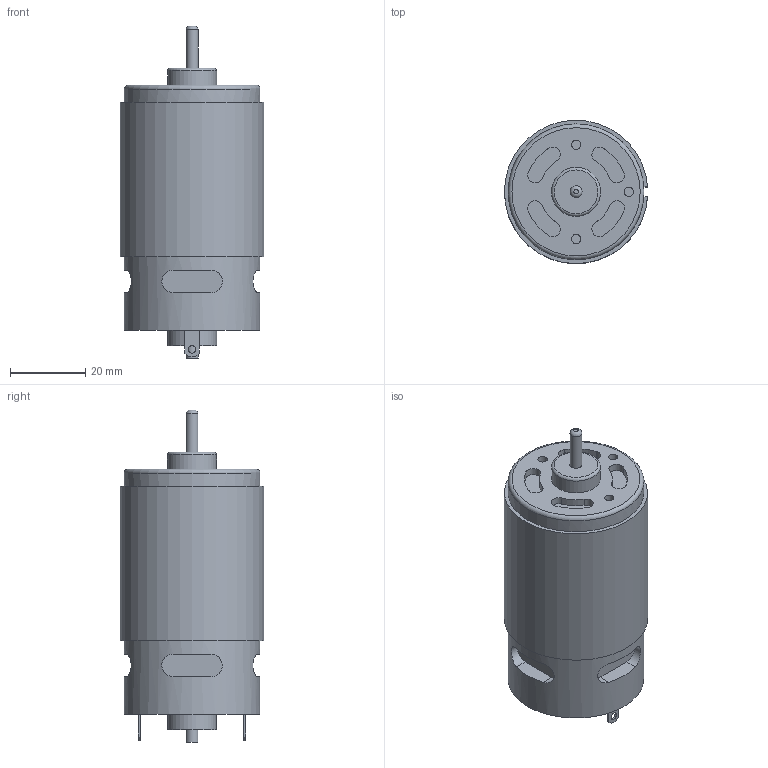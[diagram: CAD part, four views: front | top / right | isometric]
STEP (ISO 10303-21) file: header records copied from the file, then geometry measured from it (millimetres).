
FILE_DESCRIPTION(/* description */ ('Unknown'),/* implementation_level */ '2;1');
FILE_NAME(/* name */ 'Transmotec-CAD-N_3SFN',/* time_stamp */ '2023-09-01T14:32:25+02:00',/* author */ ('Unknown'),/* organization */ ('Unknown'),/* preprocessor_version */ 'ST-DEVELOPER v18.1',/* originating_system */ 'Solid Edge',/* authorisation */ 'Unknown');
FILE_SCHEMA (('AUTOMOTIVE_DESIGN {1 0 10303 214 3 1 1}'));
Length unit declared in the file: millimetre
Products named in the file (1): Transmotec-CAD-N_3SFN
Bounding box: 37.95 x 37.98 x 88 mm (x, y, z)
Volume: 70448.4 mm3; surface area: 11261.3 mm2
Topology: 1 solids, 1 shells, 81 faces, 183 edges, 121 vertices
Faces by surface type: plane 43, cylinder 35, torus 3
Full cylindrical faces by diameter (mm): 2 x2, 2.459 x2, 2.5 x1, 3.17 x2, 13 x2, 36 x1
Entity records: 2847 total; most frequent: CARTESIAN_POINT 432, DIRECTION 398, ORIENTED_EDGE 334, EDGE_CURVE 167, AXIS2_PLACEMENT_3D 157, VERTEX_POINT 119, EDGE_LOOP 116, FACE_BOUND 116
